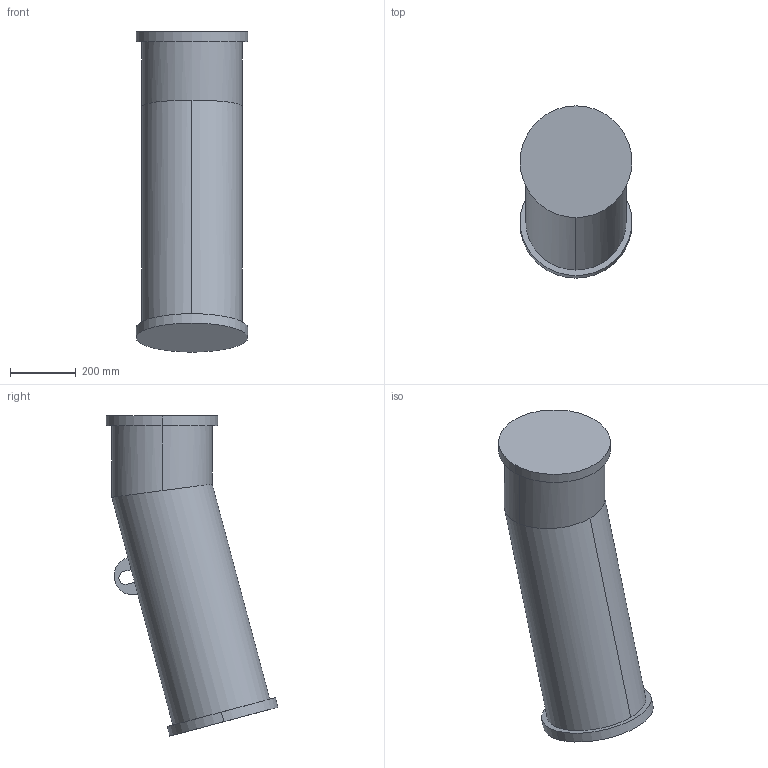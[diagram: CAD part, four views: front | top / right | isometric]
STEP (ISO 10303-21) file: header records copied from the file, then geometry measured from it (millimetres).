
FILE_DESCRIPTION (( 'STEP AP214' ), '1' );
FILE_NAME ('DN200-15-ANGLE.STEP', '2021-03-31T08:48:33', ( '' ), ( '' ), 'SwSTEP 2.0', 'SolidWorks 2017', '' );
FILE_SCHEMA (( 'AUTOMOTIVE_DESIGN' ));
Length unit declared in the file: millimetre
Products named in the file (1): DN200-15-ANGLE
Bounding box: 340 x 522.49 x 974.17 mm (x, y, z)
Volume: 41595173.1 mm3; surface area: 1793455.8 mm2
Topology: 1 solids, 18 shells, 78 faces, 168 edges, 96 vertices
Faces by surface type: cone 32, plane 28, cylinder 16, torus 2
Entity records: 2278 total; most frequent: DIRECTION 356, CARTESIAN_POINT 335, ORIENTED_EDGE 272, AXIS2_PLACEMENT_3D 149, EDGE_CURVE 136, VERTEX_POINT 96, EDGE_LOOP 82, FACE_OUTER_BOUND 78
